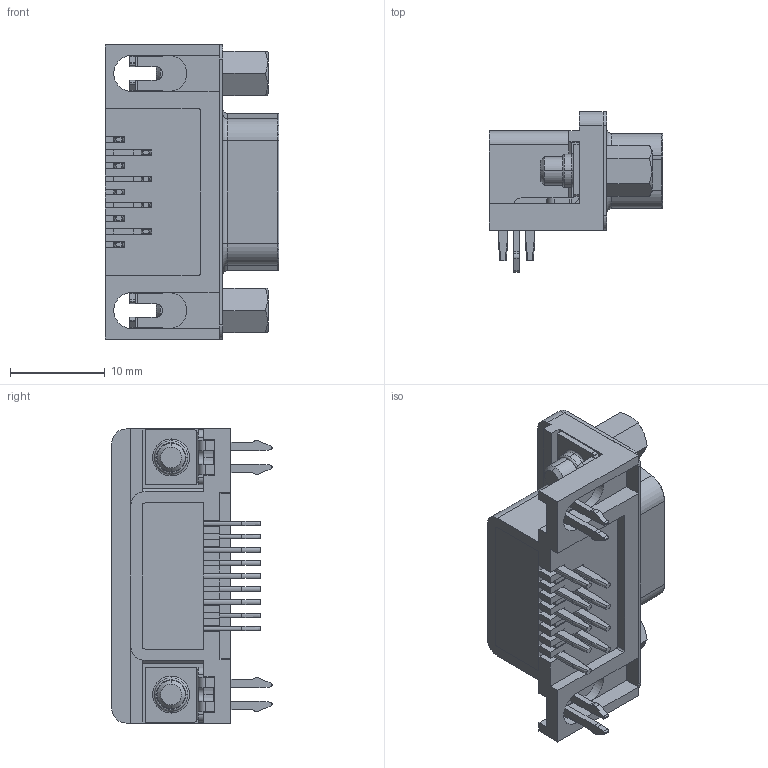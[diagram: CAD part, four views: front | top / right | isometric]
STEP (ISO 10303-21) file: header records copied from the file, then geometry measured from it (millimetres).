
FILE_DESCRIPTION (( 'STEP AP214' ), '1' );
FILE_NAME ('DS1037-9F.STEP', '2023-01-31T16:14:35', ( '' ), ( '' ), 'SwSTEP 2.0', 'SolidWorks 2020', '' );
FILE_SCHEMA (( 'AUTOMOTIVE_DESIGN' ));
Length unit declared in the file: millimetre
Products named in the file (1): DS1037-9F
Bounding box: 18.3 x 16.9 x 31 mm (x, y, z)
Volume: 3195.5 mm3; surface area: 6419.6 mm2
Topology: 16 solids, 16 shells, 646 faces, 1655 edges, 1070 vertices
Faces by surface type: plane 299, cylinder 234, cone 56, torus 55, sphere 2
Entity records: 27135 total; most frequent: CARTESIAN_POINT 3622, DIRECTION 3534, ORIENTED_EDGE 3298, EDGE_CURVE 1649, AXIS2_PLACEMENT_3D 1286, VERTEX_POINT 1070, LINE 962, VECTOR 962
